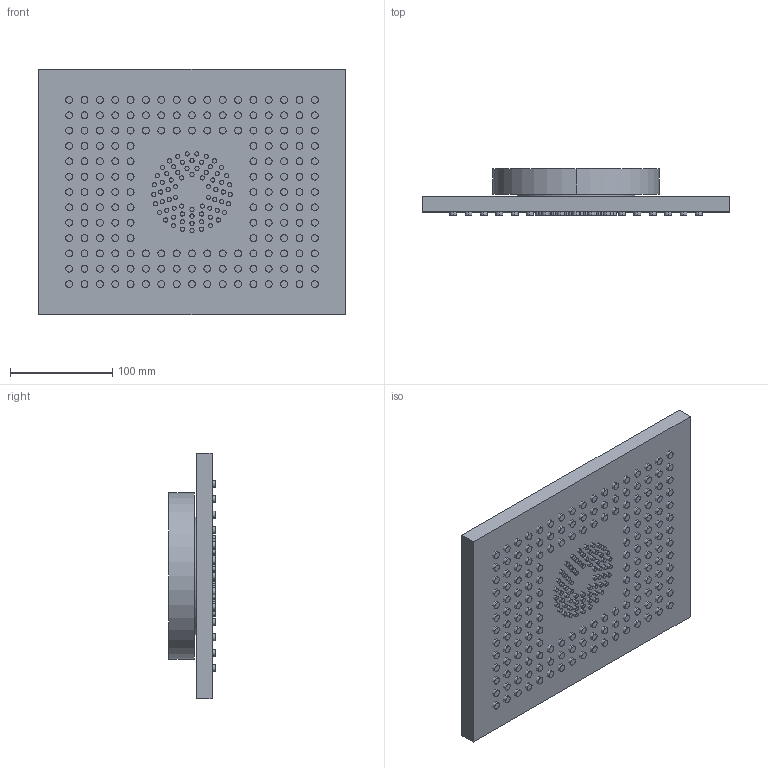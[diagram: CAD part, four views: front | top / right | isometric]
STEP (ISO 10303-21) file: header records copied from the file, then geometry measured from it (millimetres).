
FILE_DESCRIPTION (( 'STEP AP214' ), '1' );
FILE_NAME ('28041980.STEP', '2022-08-11T05:49:03', ( '' ), ( '' ), 'SwSTEP 2.0', 'SolidWorks 2020', '' );
FILE_SCHEMA (( 'AUTOMOTIVE_DESIGN' ));
Length unit declared in the file: millimetre
Products named in the file (5): Planungsmodell_Gehaeuse-+-09.12.05.070-1_K1_307,5 x 240 x 15,5 ohne Bohrung; Planungsmodell_Einsatz-+-09.12.01.097.90-1; Planungsmodell_Rohr_gerade-+-28.568.780-10_ _K456_D163 x 25; 28041980; Planungsmodell_Rohr_gerade-+-28.568.780-10_ _K466_116x1,85
Assembly tree (4 placements, depth 2):
  28041980
    Planungsmodell_Gehaeuse-+-09.12.05.070-1_K1_307,5 x 240 x 15,5 ohne Bohrung
    Planungsmodell_Einsatz-+-09.12.01.097.90-1
    Planungsmodell_Rohr_gerade-+-28.568.780-10_ _K456_D163 x 25
    Planungsmodell_Rohr_gerade-+-28.568.780-10_ _K466_116x1,85
Bounding box: 300 x 45.35 x 240 mm (x, y, z)
Volume: 1810893.1 mm3; surface area: 366831.5 mm2
Topology: 4 solids, 4 shells, 750 faces, 1500 edges, 1000 vertices
Faces by surface type: cylinder 492, plane 258
Entity records: 20208 total; most frequent: DIRECTION 3998, CARTESIAN_POINT 3257, ORIENTED_EDGE 3000, AXIS2_PLACEMENT_3D 1741, EDGE_CURVE 1500, VERTEX_POINT 1000, EDGE_LOOP 992, CIRCLE 984
